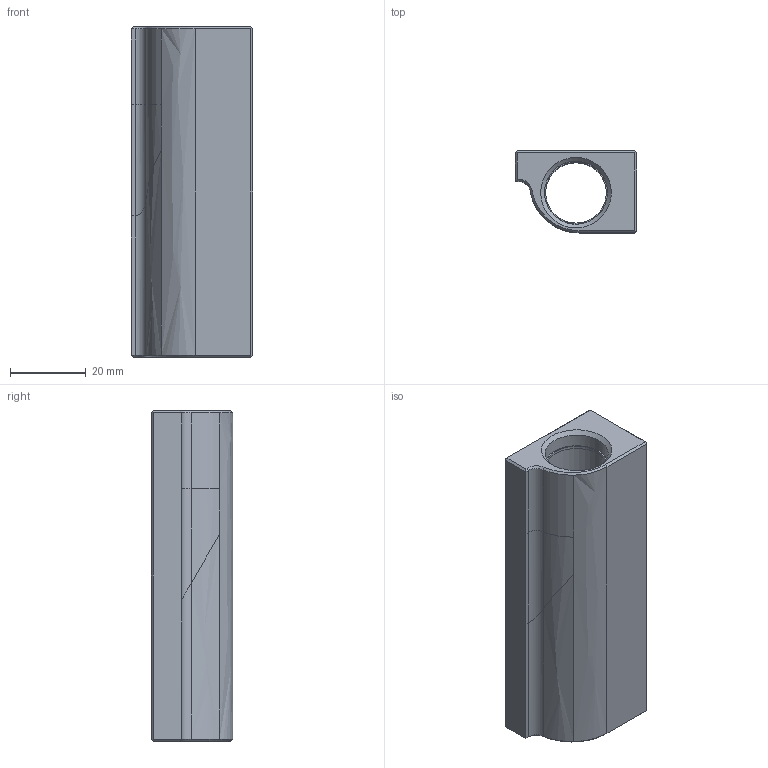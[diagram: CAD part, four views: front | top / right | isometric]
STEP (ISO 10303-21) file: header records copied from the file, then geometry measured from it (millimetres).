
FILE_DESCRIPTION(('FreeCAD Model'),'2;1');
FILE_NAME('double-bearing-holder_black_v1.4.step', '2016-11-08T12:52:57',('Author'),(''), 'Open CASCADE STEP processor 6.8','FreeCAD','Unknown');
FILE_SCHEMA(('AUTOMOTIVE_DESIGN_CC2 { 1 2 10303 214 -1 1 5 4 }'));
Length unit declared in the file: millimetre
Products named in the file (2): ASSEMBLY; Chamfer006
Assembly tree (1 placements, depth 2):
  ASSEMBLY
    Chamfer006
Bounding box: 32 x 21.5 x 87 mm (x, y, z)
Volume: 32832.6 mm3; surface area: 14417 mm2
Topology: 1 solids, 1 shells, 72 faces, 161 edges, 101 vertices
Faces by surface type: plane 38, cylinder 17, bspline 11, cone 6
Full cylindrical faces by diameter (mm): 2.5 x4, 5 x4, 16 x2, 16.6 x3
Entity records: 5750 total; most frequent: CARTESIAN_POINT 2657, DIRECTION 497, ORIENTED_EDGE 322, PCURVE 322, DEFINITIONAL_REPRESENTATION 322, LINE 287, VECTOR 287, EDGE_CURVE 161
